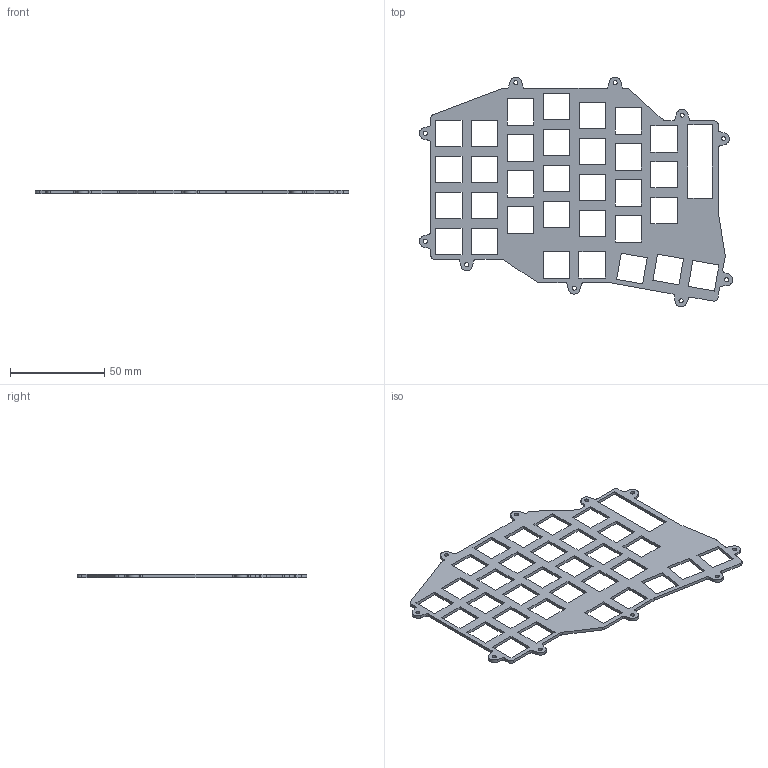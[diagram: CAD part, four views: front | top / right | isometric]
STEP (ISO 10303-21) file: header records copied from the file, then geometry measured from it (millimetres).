
FILE_DESCRIPTION(('KiCad electronic assembly'),'2;1');
FILE_NAME('plate.step','2022-08-14T13:00:59',('Pcbnew'),('Kicad'), 'Open CASCADE STEP processor 7.5','KiCad to STEP converter','Unknown' );
FILE_SCHEMA(('AUTOMOTIVE_DESIGN { 1 0 10303 214 1 1 1 1 }'));
Length unit declared in the file: millimetre
Products named in the file (2): plate 1; plate PCB
Assembly tree (1 placements, depth 2):
  plate 1
    plate PCB
Bounding box: 165.72 x 121.62 x 1.6 mm (x, y, z)
Volume: 12877.9 mm3; surface area: 20139.2 mm2
Topology: 1 solids, 1 shells, 229 faces, 681 edges, 454 vertices
Faces by surface type: plane 177, cylinder 52
Full cylindrical faces by diameter (mm): 2.2 x10
Entity records: 17003 total; most frequent: CARTESIAN_POINT 3352, DIRECTION 2505, LINE 1835, VECTOR 1835, ORIENTED_EDGE 1362, PCURVE 1362, DEFINITIONAL_REPRESENTATION 1362, EDGE_CURVE 681
